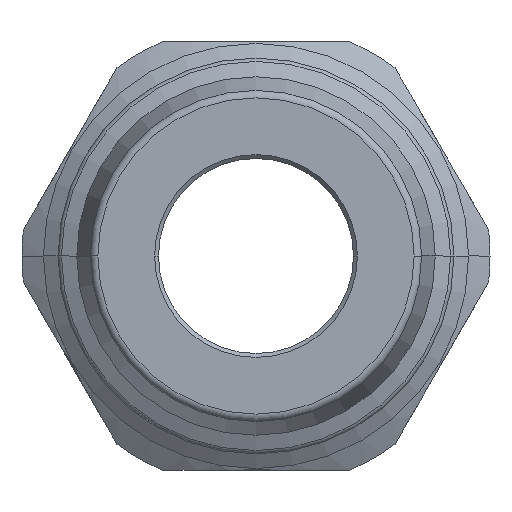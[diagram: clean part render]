
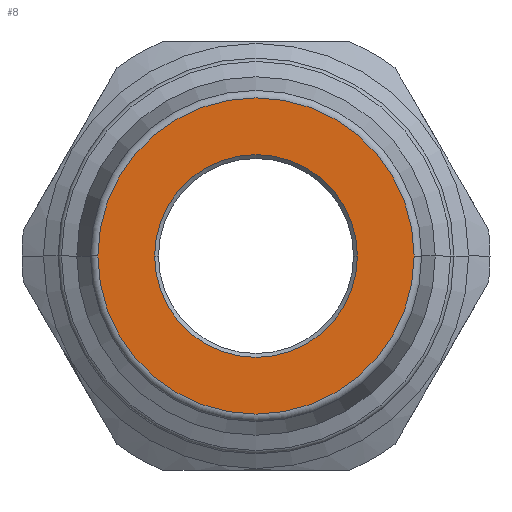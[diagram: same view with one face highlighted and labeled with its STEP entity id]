
A CAD part, left-side view. The second image highlights one B-rep face of the part: STEP entity #8.
In plain terms, the highlighted planar face has unit normal (-1, 0, 0).
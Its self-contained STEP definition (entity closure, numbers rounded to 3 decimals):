
#8 = ADVANCED_FACE ( 'NONE', ( #341, #340 ), #820, .T. ) ;
#127 = CIRCLE ( 'NONE', #915, 8.109 ) ;
#186 = CIRCLE ( 'NONE', #930, 5.2 ) ;
#221 = CIRCLE ( 'NONE', #951, 5.2 ) ;
#224 = CIRCLE ( 'NONE', #953, 8.109 ) ;
#340 = FACE_BOUND ( 'NONE', #528, .T. ) ;
#341 = FACE_OUTER_BOUND ( 'NONE', #571, .T. ) ;
#427 = ORIENTED_EDGE ( 'NONE', *, *, #1368, .T. ) ;
#428 = ORIENTED_EDGE ( 'NONE', *, *, #1309, .T. ) ;
#429 = ORIENTED_EDGE ( 'NONE', *, *, #1310, .F. ) ;
#430 = ORIENTED_EDGE ( 'NONE', *, *, #1339, .F. ) ;
#528 = EDGE_LOOP ( 'NONE', ( #429, #430 ) ) ;
#571 = EDGE_LOOP ( 'NONE', ( #427, #428 ) ) ;
#695 = VERTEX_POINT ( 'NONE', #1264 ) ;
#721 = VERTEX_POINT ( 'NONE', #1168 ) ;
#739 = VERTEX_POINT ( 'NONE', #1127 ) ;
#740 = VERTEX_POINT ( 'NONE', #1128 ) ;
#811 = DIRECTION ( 'NONE',  ( -1., 0., 0. ) ) ;
#819 = CARTESIAN_POINT ( 'NONE',  ( -38., -23.553, 0. ) ) ;
#820 = PLANE ( 'NONE',  #1295 ) ;
#849 = DIRECTION ( 'NONE',  ( 0., -1., 0. ) ) ;
#915 = AXIS2_PLACEMENT_3D ( 'NONE', #1486, #1478, #1473 ) ;
#930 = AXIS2_PLACEMENT_3D ( 'NONE', #1034, #1032, #1031 ) ;
#951 = AXIS2_PLACEMENT_3D ( 'NONE', #1188, #1189, #1190 ) ;
#953 = AXIS2_PLACEMENT_3D ( 'NONE', #1187, #1186, #1185 ) ;
#1031 = DIRECTION ( 'NONE',  ( 0., -1., 0. ) ) ;
#1032 = DIRECTION ( 'NONE',  ( -1., 0., 0. ) ) ;
#1034 = CARTESIAN_POINT ( 'NONE',  ( -38., 0., 0. ) ) ;
#1127 = CARTESIAN_POINT ( 'NONE',  ( -38., -5.2, 0. ) ) ;
#1128 = CARTESIAN_POINT ( 'NONE',  ( -38., 5.2, 0. ) ) ;
#1168 = CARTESIAN_POINT ( 'NONE',  ( -38., 8.109, 0. ) ) ;
#1185 = DIRECTION ( 'NONE',  ( 0., -1., 0. ) ) ;
#1186 = DIRECTION ( 'NONE',  ( -1., 0., 0. ) ) ;
#1187 = CARTESIAN_POINT ( 'NONE',  ( -38., 0., 0. ) ) ;
#1188 = CARTESIAN_POINT ( 'NONE',  ( -38., 0., 0. ) ) ;
#1189 = DIRECTION ( 'NONE',  ( -1., 0., 0. ) ) ;
#1190 = DIRECTION ( 'NONE',  ( 0., -1., 0. ) ) ;
#1264 = CARTESIAN_POINT ( 'NONE',  ( -38., -8.109, 0. ) ) ;
#1295 = AXIS2_PLACEMENT_3D ( 'NONE', #819, #811, #849 ) ;
#1309 = EDGE_CURVE ( 'NONE', #721, #695, #224, .T. ) ;
#1310 = EDGE_CURVE ( 'NONE', #739, #740, #221, .T. ) ;
#1339 = EDGE_CURVE ( 'NONE', #740, #739, #186, .T. ) ;
#1368 = EDGE_CURVE ( 'NONE', #695, #721, #127, .T. ) ;
#1473 = DIRECTION ( 'NONE',  ( 0., -1., 0. ) ) ;
#1478 = DIRECTION ( 'NONE',  ( -1., 0., 0. ) ) ;
#1486 = CARTESIAN_POINT ( 'NONE',  ( -38., 0., 0. ) ) ;
